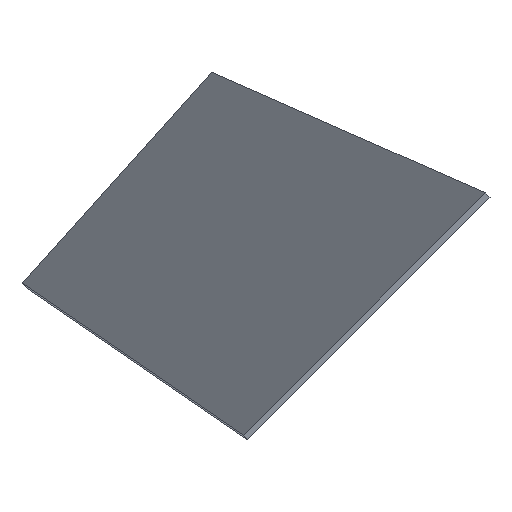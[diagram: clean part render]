
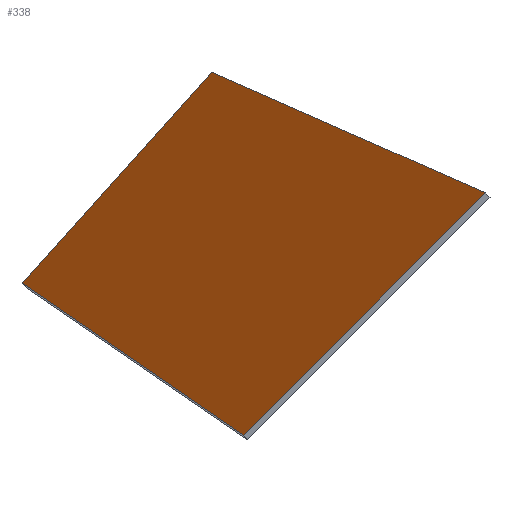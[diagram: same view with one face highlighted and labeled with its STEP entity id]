
A CAD part, left-side view. The second image highlights one B-rep face of the part: STEP entity #338.
In plain terms, the highlighted planar face has unit normal (-0.328, 0.677, 0.659).
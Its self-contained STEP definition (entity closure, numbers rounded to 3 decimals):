
#21 = EDGE_CURVE('',#22,#24,#26,.T.);
#22 = VERTEX_POINT('',#23);
#23 = CARTESIAN_POINT('',(-1095.756,-154.72,
    -352.462));
#24 = VERTEX_POINT('',#25);
#25 = CARTESIAN_POINT('',(-1434.459,-253.029,
    -420.062));
#26 = SURFACE_CURVE('',#27,(#31,#43),.PCURVE_S1.);
#27 = LINE('',#28,#29);
#28 = CARTESIAN_POINT('',(-1254.011,-200.654,
    -384.047));
#29 = VECTOR('',#30,1.);
#30 = DIRECTION('',(-0.943,-0.274,-0.188));
#31 = PCURVE('',#32,#37);
#32 = PLANE('',#33);
#33 = AXIS2_PLACEMENT_3D('',#34,#35,#36);
#34 = CARTESIAN_POINT('',(-1252.969,-202.803,
    -386.139));
#35 = DIRECTION('',(0.053,-0.683,0.728));
#36 = DIRECTION('',(-0.076,-0.73,-0.679)
  );
#37 = DEFINITIONAL_REPRESENTATION('',(#38),#42);
#38 = LINE('',#39,#40);
#39 = CARTESIAN_POINT('',(-2.911,-1.268));
#40 = VECTOR('',#41,1.);
#41 = DIRECTION('',(0.4,-0.917));
#42 = ( GEOMETRIC_REPRESENTATION_CONTEXT(2) 
PARAMETRIC_REPRESENTATION_CONTEXT() REPRESENTATION_CONTEXT('2D SPACE',''
  ) );
#43 = PCURVE('',#44,#49);
#44 = PLANE('',#45);
#45 = AXIS2_PLACEMENT_3D('',#46,#47,#48);
#46 = CARTESIAN_POINT('',(-1261.799,-253.132,
    -334.016));
#47 = DIRECTION('',(-0.328,0.677,0.659));
#48 = DIRECTION('',(-0.942,-0.179,-0.285));
#49 = DEFINITIONAL_REPRESENTATION('',(#50),#54);
#50 = LINE('',#51,#52);
#51 = CARTESIAN_POINT('',(-2.506,-72.879));
#52 = VECTOR('',#53,1.);
#53 = DIRECTION('',(0.991,0.135));
#54 = ( GEOMETRIC_REPRESENTATION_CONTEXT(2) 
PARAMETRIC_REPRESENTATION_CONTEXT() REPRESENTATION_CONTEXT('2D SPACE',''
  ) );
#72 = PLANE('',#73);
#73 = AXIS2_PLACEMENT_3D('',#74,#75,#76);
#74 = CARTESIAN_POINT('',(-1088.641,-192.103,
    -315.338));
#75 = DIRECTION('',(-0.938,-0.318,-0.14));
#76 = DIRECTION('',(-0.321,0.947,0.));
#126 = PLANE('',#127);
#127 = AXIS2_PLACEMENT_3D('',#128,#129,#130);
#128 = CARTESIAN_POINT('',(-1435.599,-297.117,
    -380.159));
#129 = DIRECTION('',(0.944,0.208,0.256));
#130 = DIRECTION('',(0.215,-0.977,0.)
  );
#141 = EDGE_CURVE('',#142,#22,#144,.T.);
#142 = VERTEX_POINT('',#143);
#143 = CARTESIAN_POINT('',(-1081.222,-239.039,
    -258.611));
#144 = SURFACE_CURVE('',#145,(#149,#156),.PCURVE_S1.);
#145 = LINE('',#146,#147);
#146 = CARTESIAN_POINT('',(-1089.683,-189.953,
    -313.246));
#147 = VECTOR('',#148,1.);
#148 = DIRECTION('',(-0.114,0.664,-0.739));
#149 = PCURVE('',#72,#150);
#150 = DEFINITIONAL_REPRESENTATION('',(#151),#155);
#151 = LINE('',#152,#153);
#152 = CARTESIAN_POINT('',(2.37,-2.113));
#153 = VECTOR('',#154,1.);
#154 = DIRECTION('',(0.666,0.746));
#155 = ( GEOMETRIC_REPRESENTATION_CONTEXT(2) 
PARAMETRIC_REPRESENTATION_CONTEXT() REPRESENTATION_CONTEXT('2D SPACE',''
  ) );
#156 = PCURVE('',#44,#157);
#157 = DEFINITIONAL_REPRESENTATION('',(#158),#162);
#158 = LINE('',#159,#160);
#159 = CARTESIAN_POINT('',(-179.327,-43.46));
#160 = VECTOR('',#161,1.);
#161 = DIRECTION('',(0.199,-0.98));
#162 = ( GEOMETRIC_REPRESENTATION_CONTEXT(2) 
PARAMETRIC_REPRESENTATION_CONTEXT() REPRESENTATION_CONTEXT('2D SPACE',''
  ) );
#180 = PLANE('',#181);
#181 = AXIS2_PLACEMENT_3D('',#182,#183,#184);
#182 = CARTESIAN_POINT('',(-1252.635,-299.632,
    -286.505));
#183 = DIRECTION('',(-0.114,0.664,-0.739));
#184 = DIRECTION('',(0.078,0.748,0.66));
#217 = EDGE_CURVE('',#218,#142,#220,.T.);
#218 = VERTEX_POINT('',#219);
#219 = CARTESIAN_POINT('',(-1440.058,-360.647,
    -312.299));
#220 = SURFACE_CURVE('',#221,(#225,#232),.PCURVE_S1.);
#221 = LINE('',#222,#223);
#222 = CARTESIAN_POINT('',(-1253.676,-297.483,
    -284.413));
#223 = VECTOR('',#224,1.);
#224 = DIRECTION('',(0.938,0.318,0.14));
#225 = PCURVE('',#180,#226);
#226 = DEFINITIONAL_REPRESENTATION('',(#227),#231);
#227 = LINE('',#228,#229);
#228 = CARTESIAN_POINT('',(2.905,-1.28));
#229 = VECTOR('',#230,1.);
#230 = DIRECTION('',(0.403,0.915));
#231 = ( GEOMETRIC_REPRESENTATION_CONTEXT(2) 
PARAMETRIC_REPRESENTATION_CONTEXT() REPRESENTATION_CONTEXT('2D SPACE',''
  ) );
#232 = PCURVE('',#44,#233);
#233 = DEFINITIONAL_REPRESENTATION('',(#234),#238);
#234 = LINE('',#235,#236);
#235 = CARTESIAN_POINT('',(-13.814,65.595));
#236 = VECTOR('',#237,1.);
#237 = DIRECTION('',(-0.98,-0.199));
#238 = ( GEOMETRIC_REPRESENTATION_CONTEXT(2) 
PARAMETRIC_REPRESENTATION_CONTEXT() REPRESENTATION_CONTEXT('2D SPACE',''
  ) );
#288 = EDGE_CURVE('',#24,#218,#289,.T.);
#289 = SURFACE_CURVE('',#290,(#294,#301),.PCURVE_S1.);
#290 = LINE('',#291,#292);
#291 = CARTESIAN_POINT('',(-1436.641,-294.968,
    -378.067));
#292 = VECTOR('',#293,1.);
#293 = DIRECTION('',(-0.037,-0.706,0.707)
  );
#294 = PCURVE('',#126,#295);
#295 = DEFINITIONAL_REPRESENTATION('',(#296),#300);
#296 = LINE('',#297,#298);
#297 = CARTESIAN_POINT('',(-2.323,-2.165));
#298 = VECTOR('',#299,1.);
#299 = DIRECTION('',(0.682,-0.732));
#300 = ( GEOMETRIC_REPRESENTATION_CONTEXT(2) 
PARAMETRIC_REPRESENTATION_CONTEXT() REPRESENTATION_CONTEXT('2D SPACE',''
  ) );
#301 = PCURVE('',#44,#302);
#302 = DEFINITIONAL_REPRESENTATION('',(#303),#307);
#303 = LINE('',#304,#305);
#304 = CARTESIAN_POINT('',(184.692,12.218));
#305 = VECTOR('',#306,1.);
#306 = DIRECTION('',(-0.04,0.999));
#307 = ( GEOMETRIC_REPRESENTATION_CONTEXT(2) 
PARAMETRIC_REPRESENTATION_CONTEXT() REPRESENTATION_CONTEXT('2D SPACE',''
  ) );
#338 = ADVANCED_FACE('',(#339),#44,.T.);
#339 = FACE_BOUND('',#340,.T.);
#340 = EDGE_LOOP('',(#341,#342,#343,#344));
#341 = ORIENTED_EDGE('',*,*,#21,.T.);
#342 = ORIENTED_EDGE('',*,*,#288,.T.);
#343 = ORIENTED_EDGE('',*,*,#217,.T.);
#344 = ORIENTED_EDGE('',*,*,#141,.T.);
